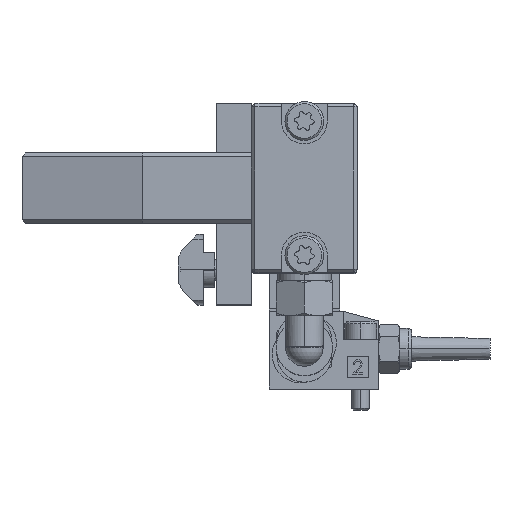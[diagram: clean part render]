
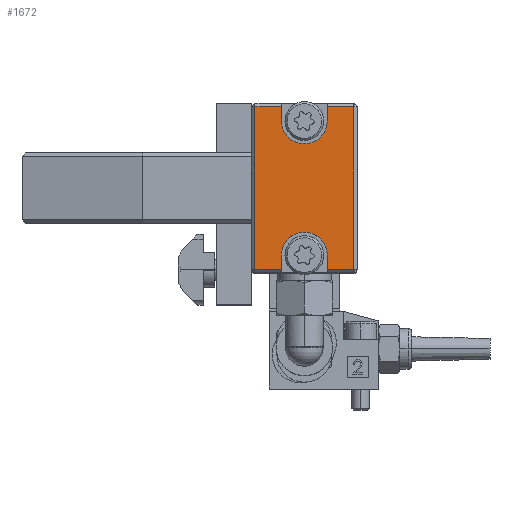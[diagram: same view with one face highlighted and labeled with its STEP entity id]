
A CAD part, top view. The second image highlights one B-rep face of the part: STEP entity #1672.
In plain terms, the highlighted planar face has unit normal (0, 0, 1).
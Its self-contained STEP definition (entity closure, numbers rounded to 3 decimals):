
#115 = LINE ( 'NONE', #35594, #14155 ) ;
#335 = CARTESIAN_POINT ( 'NONE',  ( 9.5, 3.25, 14.5 ) ) ;
#348 = EDGE_CURVE ( 'NONE', #20246, #12768, #24898, .T. ) ;
#844 = LINE ( 'NONE', #12666, #15322 ) ;
#1208 = LINE ( 'NONE', #24436, #25357 ) ;
#1672 = ADVANCED_FACE ( 'NONE', ( #24565 ), #28240, .F. ) ;
#2042 = VERTEX_POINT ( 'NONE', #8472 ) ;
#2843 = EDGE_CURVE ( 'NONE', #19685, #9346, #14541, .T. ) ;
#3415 = VECTOR ( 'NONE', #16812, 1000. ) ;
#3499 = DIRECTION ( 'NONE',  ( 1., 0., 0. ) ) ;
#3893 = LINE ( 'NONE', #7179, #14682 ) ;
#3920 = AXIS2_PLACEMENT_3D ( 'NONE', #25396, #4904, #22480 ) ;
#4237 = DIRECTION ( 'NONE',  ( 0., 1., 0. ) ) ;
#4904 = DIRECTION ( 'NONE',  ( 0., 0., 1. ) ) ;
#4913 = ORIENTED_EDGE ( 'NONE', *, *, #34297, .F. ) ;
#5379 = ORIENTED_EDGE ( 'NONE', *, *, #25080, .F. ) ;
#5724 = CARTESIAN_POINT ( 'NONE',  ( 11.5, -7., 14.5 ) ) ;
#6162 = CARTESIAN_POINT ( 'NONE',  ( -9.5, 3.25, 14.5 ) ) ;
#6327 = EDGE_LOOP ( 'NONE', ( #36744, #21166, #5379, #4913, #26810, #35679, #9754, #11567, #31727, #13361, #6996, #6978, #8476 ) ) ;
#6435 = CARTESIAN_POINT ( 'NONE',  ( 9.5, -3.25, 14.5 ) ) ;
#6532 = DIRECTION ( 'NONE',  ( -1., 0., 0. ) ) ;
#6953 = DIRECTION ( 'NONE',  ( 0., 0., -1. ) ) ;
#6978 = ORIENTED_EDGE ( 'NONE', *, *, #25267, .T. ) ;
#6996 = ORIENTED_EDGE ( 'NONE', *, *, #27001, .F. ) ;
#7179 = CARTESIAN_POINT ( 'NONE',  ( 12., -7., 14.5 ) ) ;
#7280 = VECTOR ( 'NONE', #17605, 1000. ) ;
#7514 = DIRECTION ( 'NONE',  ( -1., 0., 0. ) ) ;
#7738 = VERTEX_POINT ( 'NONE', #32567 ) ;
#8255 = DIRECTION ( 'NONE',  ( 1., 0., 0. ) ) ;
#8349 = CIRCLE ( 'NONE', #29963, 3.25 ) ;
#8472 = CARTESIAN_POINT ( 'NONE',  ( -6.25, 0., 14.5 ) ) ;
#8476 = ORIENTED_EDGE ( 'NONE', *, *, #35234, .T. ) ;
#8885 = CIRCLE ( 'NONE', #30518, 3.25 ) ;
#8901 = LINE ( 'NONE', #31965, #7280 ) ;
#9044 = DIRECTION ( 'NONE',  ( -1., 0., 0. ) ) ;
#9183 = VERTEX_POINT ( 'NONE', #20682 ) ;
#9346 = VERTEX_POINT ( 'NONE', #21610 ) ;
#9754 = ORIENTED_EDGE ( 'NONE', *, *, #18746, .T. ) ;
#10711 = AXIS2_PLACEMENT_3D ( 'NONE', #36421, #6953, #7514 ) ;
#11388 = VECTOR ( 'NONE', #32564, 1000. ) ;
#11567 = ORIENTED_EDGE ( 'NONE', *, *, #23108, .T. ) ;
#12467 = CARTESIAN_POINT ( 'NONE',  ( -9.5, 0., 14.5 ) ) ;
#12666 = CARTESIAN_POINT ( 'NONE',  ( 9.5, -3.25, 14.5 ) ) ;
#12744 = LINE ( 'NONE', #24537, #24850 ) ;
#12768 = VERTEX_POINT ( 'NONE', #6435 ) ;
#13004 = DIRECTION ( 'NONE',  ( -1., 0., 0. ) ) ;
#13361 = ORIENTED_EDGE ( 'NONE', *, *, #348, .F. ) ;
#13460 = VERTEX_POINT ( 'NONE', #6162 ) ;
#14155 = VECTOR ( 'NONE', #9044, 1000. ) ;
#14541 = LINE ( 'NONE', #23242, #11388 ) ;
#14682 = VECTOR ( 'NONE', #33142, 1000. ) ;
#14833 = VERTEX_POINT ( 'NONE', #5724 ) ;
#15313 = VERTEX_POINT ( 'NONE', #17456 ) ;
#15322 = VECTOR ( 'NONE', #15723, 1000. ) ;
#15354 = DIRECTION ( 'NONE',  ( 0., 0., 1. ) ) ;
#15723 = DIRECTION ( 'NONE',  ( 1., 0., 0. ) ) ;
#16812 = DIRECTION ( 'NONE',  ( 0., 1., 0. ) ) ;
#17456 = CARTESIAN_POINT ( 'NONE',  ( 11.5, 7., 14.5 ) ) ;
#17605 = DIRECTION ( 'NONE',  ( 0., -1., 0. ) ) ;
#17635 = DIRECTION ( 'NONE',  ( 0., 0., 1. ) ) ;
#17959 = VERTEX_POINT ( 'NONE', #35597 ) ;
#18746 = EDGE_CURVE ( 'NONE', #9346, #14833, #3893, .T. ) ;
#18949 = EDGE_CURVE ( 'NONE', #32983, #9183, #8901, .T. ) ;
#19618 = EDGE_CURVE ( 'NONE', #12768, #17959, #844, .T. ) ;
#19685 = VERTEX_POINT ( 'NONE', #25397 ) ;
#19768 = CARTESIAN_POINT ( 'NONE',  ( -11.5, 7., 14.5 ) ) ;
#20246 = VERTEX_POINT ( 'NONE', #32678 ) ;
#20682 = CARTESIAN_POINT ( 'NONE',  ( -11.5, 3.25, 14.5 ) ) ;
#20730 = CARTESIAN_POINT ( 'NONE',  ( -9.5, 0., 14.5 ) ) ;
#21166 = ORIENTED_EDGE ( 'NONE', *, *, #31453, .F. ) ;
#21610 = CARTESIAN_POINT ( 'NONE',  ( -11.5, -7., 14.5 ) ) ;
#22032 = VECTOR ( 'NONE', #8255, 1000. ) ;
#22480 = DIRECTION ( 'NONE',  ( 1., 0., 0. ) ) ;
#23108 = EDGE_CURVE ( 'NONE', #14833, #17959, #12744, .T. ) ;
#23242 = CARTESIAN_POINT ( 'NONE',  ( -11.5, 7.5, 14.5 ) ) ;
#24240 = CARTESIAN_POINT ( 'NONE',  ( -9.5, -3.25, 14.5 ) ) ;
#24436 = CARTESIAN_POINT ( 'NONE',  ( -12., 7., 14.5 ) ) ;
#24537 = CARTESIAN_POINT ( 'NONE',  ( 11.5, 7.5, 14.5 ) ) ;
#24565 = FACE_OUTER_BOUND ( 'NONE', #6327, .T. ) ;
#24850 = VECTOR ( 'NONE', #4237, 1000. ) ;
#24898 = CIRCLE ( 'NONE', #3920, 3.25 ) ;
#25080 = EDGE_CURVE ( 'NONE', #2042, #13460, #8349, .T. ) ;
#25267 = EDGE_CURVE ( 'NONE', #7738, #15313, #26346, .T. ) ;
#25357 = VECTOR ( 'NONE', #13004, 1000. ) ;
#25396 = CARTESIAN_POINT ( 'NONE',  ( 9.5, 0., 14.5 ) ) ;
#25397 = CARTESIAN_POINT ( 'NONE',  ( -11.5, -3.25, 14.5 ) ) ;
#25874 = LINE ( 'NONE', #31479, #22032 ) ;
#26346 = LINE ( 'NONE', #35261, #3415 ) ;
#26810 = ORIENTED_EDGE ( 'NONE', *, *, #27233, .F. ) ;
#27001 = EDGE_CURVE ( 'NONE', #7738, #20246, #35970, .T. ) ;
#27177 = DIRECTION ( 'NONE',  ( 1., 0., 0. ) ) ;
#27233 = EDGE_CURVE ( 'NONE', #19685, #28856, #25874, .T. ) ;
#28240 = PLANE ( 'NONE',  #10711 ) ;
#28856 = VERTEX_POINT ( 'NONE', #24240 ) ;
#29963 = AXIS2_PLACEMENT_3D ( 'NONE', #12467, #15354, #27177 ) ;
#30518 = AXIS2_PLACEMENT_3D ( 'NONE', #20730, #17635, #3499 ) ;
#31453 = EDGE_CURVE ( 'NONE', #13460, #9183, #115, .T. ) ;
#31479 = CARTESIAN_POINT ( 'NONE',  ( -9.5, -3.25, 14.5 ) ) ;
#31727 = ORIENTED_EDGE ( 'NONE', *, *, #19618, .F. ) ;
#31965 = CARTESIAN_POINT ( 'NONE',  ( -11.5, 7.5, 14.5 ) ) ;
#32564 = DIRECTION ( 'NONE',  ( 0., -1., 0. ) ) ;
#32567 = CARTESIAN_POINT ( 'NONE',  ( 11.5, 3.25, 14.5 ) ) ;
#32678 = CARTESIAN_POINT ( 'NONE',  ( 9.5, 3.25, 14.5 ) ) ;
#32983 = VERTEX_POINT ( 'NONE', #19768 ) ;
#33142 = DIRECTION ( 'NONE',  ( 1., 0., 0. ) ) ;
#34297 = EDGE_CURVE ( 'NONE', #28856, #2042, #8885, .T. ) ;
#35091 = VECTOR ( 'NONE', #6532, 1000. ) ;
#35234 = EDGE_CURVE ( 'NONE', #15313, #32983, #1208, .T. ) ;
#35261 = CARTESIAN_POINT ( 'NONE',  ( 11.5, 7.5, 14.5 ) ) ;
#35594 = CARTESIAN_POINT ( 'NONE',  ( -9.5, 3.25, 14.5 ) ) ;
#35597 = CARTESIAN_POINT ( 'NONE',  ( 11.5, -3.25, 14.5 ) ) ;
#35679 = ORIENTED_EDGE ( 'NONE', *, *, #2843, .T. ) ;
#35970 = LINE ( 'NONE', #335, #35091 ) ;
#36421 = CARTESIAN_POINT ( 'NONE',  ( -12., 7.5, 14.5 ) ) ;
#36744 = ORIENTED_EDGE ( 'NONE', *, *, #18949, .T. ) ;
